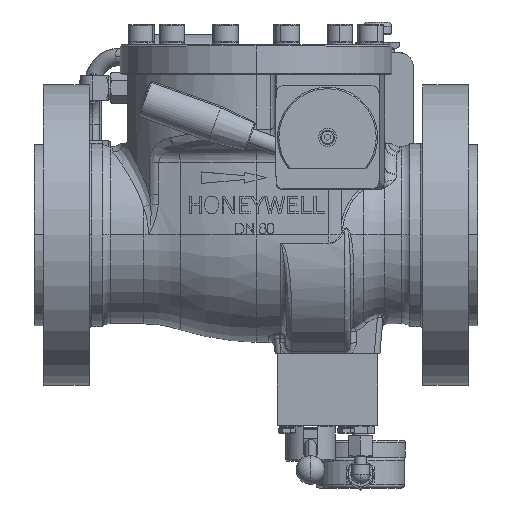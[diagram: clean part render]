
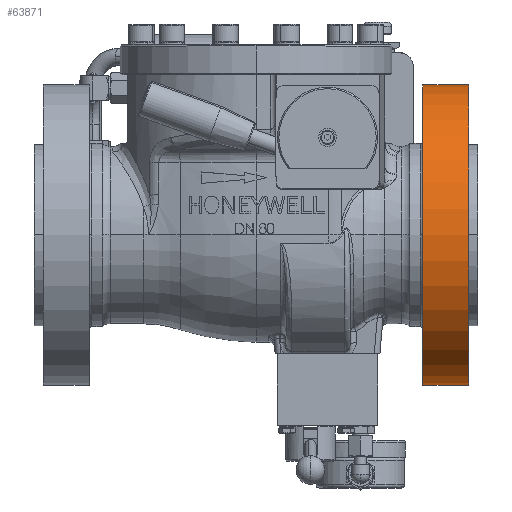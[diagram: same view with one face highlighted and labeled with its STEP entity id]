
A CAD part, top view. The second image highlights one B-rep face of the part: STEP entity #63871.
In plain terms, the highlighted cylindrical face has radius 105 mm (diameter 210 mm), a partial arc.
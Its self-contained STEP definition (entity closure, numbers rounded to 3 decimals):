
#574 = DIRECTION ( 'NONE',  ( 0., 0., 1. ) ) ;
#1733 = VERTEX_POINT ( 'NONE', #87385 ) ;
#3733 = DIRECTION ( 'NONE',  ( 1., 0., 0. ) ) ;
#6767 = ORIENTED_EDGE ( 'NONE', *, *, #32705, .T. ) ;
#13819 = CARTESIAN_POINT ( 'NONE',  ( 116.5, -105., 0. ) ) ;
#16460 = CARTESIAN_POINT ( 'NONE',  ( 205.364, 105., 0. ) ) ;
#17664 = DIRECTION ( 'NONE',  ( 1., 0., 0. ) ) ;
#27228 = VERTEX_POINT ( 'NONE', #13819 ) ;
#32705 = EDGE_CURVE ( 'Defeature ausgef�hrt1_18+Defeature ausgef�hrt1_345+Defeature ausgef�hrt1_345+Defeature ausgef�hrt1_345', #53944, #27228, #92355, .T. ) ;
#35861 = EDGE_CURVE ( 'NONE', #27228, #1733, #93321, .T. ) ;
#37055 = FACE_OUTER_BOUND ( 'NONE', #99382, .T. ) ;
#41876 = CIRCLE ( 'NONE', #47345, 105. ) ;
#45134 = CARTESIAN_POINT ( 'NONE',  ( 116.5, 0., 0. ) ) ;
#47345 = AXIS2_PLACEMENT_3D ( 'NONE', #94295, #85541, #50818 ) ;
#48223 = VECTOR ( 'NONE', #3733, 1000. ) ;
#49844 = DIRECTION ( 'NONE',  ( 0., -1., 0. ) ) ;
#50534 = AXIS2_PLACEMENT_3D ( 'NONE', #45134, #17664, #574 ) ;
#50818 = DIRECTION ( 'NONE',  ( 0., 0., -1. ) ) ;
#53944 = VERTEX_POINT ( 'NONE', #103234 ) ;
#54731 = VECTOR ( 'NONE', #69124, 1000. ) ;
#59789 = CARTESIAN_POINT ( 'NONE',  ( 205.364, 0., 0. ) ) ;
#62538 = EDGE_CURVE ( 'NONE', #53944, #74661, #76673, .T. ) ;
#63871 = ADVANCED_FACE ( 'Defeature ausgef�hrt1_18', ( #37055 ), #71317, .T. ) ;
#67818 = DIRECTION ( 'NONE',  ( 1., 0., 0. ) ) ;
#69124 = DIRECTION ( 'NONE',  ( 1., 0., 0. ) ) ;
#71317 = CYLINDRICAL_SURFACE ( 'NONE', #77429, 105. ) ;
#73155 = CARTESIAN_POINT ( 'NONE',  ( 205.364, -105., 0. ) ) ;
#74661 = VERTEX_POINT ( 'NONE', #90545 ) ;
#76673 = LINE ( 'NONE', #16460, #54731 ) ;
#77429 = AXIS2_PLACEMENT_3D ( 'NONE', #59789, #67818, #49844 ) ;
#83976 = ORIENTED_EDGE ( 'NONE', *, *, #62538, .F. ) ;
#85118 = ORIENTED_EDGE ( 'NONE', *, *, #90042, .T. ) ;
#85541 = DIRECTION ( 'NONE',  ( -1., 0., 0. ) ) ;
#87385 = CARTESIAN_POINT ( 'NONE',  ( 148.6, -105., 0. ) ) ;
#90042 = EDGE_CURVE ( 'Defeature ausgef�hrt1_18+Defeature ausgef�hrt1_344+Defeature ausgef�hrt1_344+Defeature ausgef�hrt1_344', #1733, #74661, #41876, .T. ) ;
#90545 = CARTESIAN_POINT ( 'NONE',  ( 148.6, 105., 0. ) ) ;
#92355 = CIRCLE ( 'NONE', #50534, 105. ) ;
#93321 = LINE ( 'NONE', #73155, #48223 ) ;
#94295 = CARTESIAN_POINT ( 'NONE',  ( 148.6, 0., 0. ) ) ;
#99382 = EDGE_LOOP ( 'NONE', ( #83976, #6767, #105554, #85118 ) ) ;
#103234 = CARTESIAN_POINT ( 'NONE',  ( 116.5, 105., 0. ) ) ;
#105554 = ORIENTED_EDGE ( 'NONE', *, *, #35861, .T. ) ;
